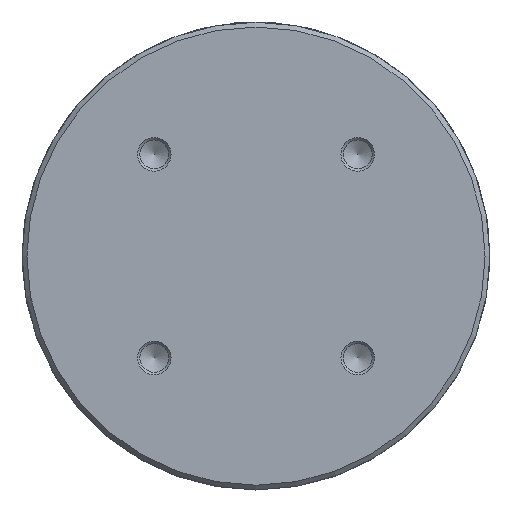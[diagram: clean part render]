
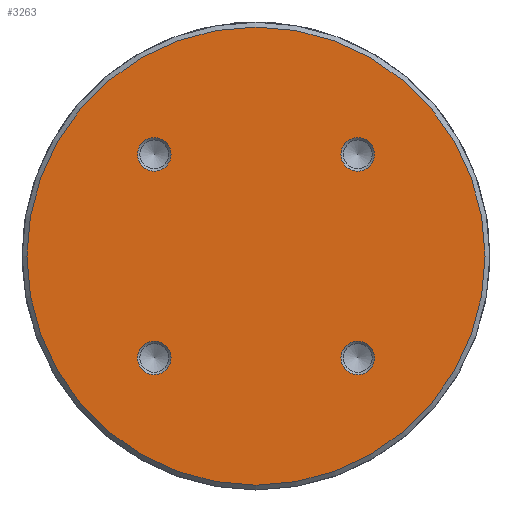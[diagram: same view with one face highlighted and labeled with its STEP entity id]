
A CAD part, front view. The second image highlights one B-rep face of the part: STEP entity #3263.
In plain terms, the highlighted face is planar.
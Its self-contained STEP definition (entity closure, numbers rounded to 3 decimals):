
#32 = CARTESIAN_POINT ( 'NONE',  ( -42.426, -42.426, 0. ) ) ;
#192 = CIRCLE ( 'NONE', #2663, 7. ) ;
#209 = CARTESIAN_POINT ( 'NONE',  ( -49.426, 42.426, 0. ) ) ;
#235 = CARTESIAN_POINT ( 'NONE',  ( 95.5, 0., 0. ) ) ;
#355 = CARTESIAN_POINT ( 'NONE',  ( 42.426, -42.426, 0. ) ) ;
#567 = ORIENTED_EDGE ( 'NONE', *, *, #4710, .T. ) ;
#621 = DIRECTION ( 'NONE',  ( -1., 0., 0. ) ) ;
#773 = CARTESIAN_POINT ( 'NONE',  ( 49.426, 42.426, 0. ) ) ;
#946 = DIRECTION ( 'NONE',  ( 1., 0., 0. ) ) ;
#987 = DIRECTION ( 'NONE',  ( 0., 0., -1. ) ) ;
#1011 = VERTEX_POINT ( 'NONE', #235 ) ;
#1191 = VERTEX_POINT ( 'NONE', #2590 ) ;
#1293 = EDGE_LOOP ( 'NONE', ( #2007 ) ) ;
#1395 = EDGE_CURVE ( 'NONE', #7053, #7053, #2341, .T. ) ;
#1440 = DIRECTION ( 'NONE',  ( 0., 0., 1. ) ) ;
#1481 = VERTEX_POINT ( 'NONE', #209 ) ;
#1757 = VERTEX_POINT ( 'NONE', #773 ) ;
#1945 = ORIENTED_EDGE ( 'NONE', *, *, #6907, .T. ) ;
#2007 = ORIENTED_EDGE ( 'NONE', *, *, #2538, .F. ) ;
#2174 = CIRCLE ( 'NONE', #2972, 7. ) ;
#2326 = ORIENTED_EDGE ( 'NONE', *, *, #5756, .T. ) ;
#2341 = CIRCLE ( 'NONE', #6272, 7. ) ;
#2538 = EDGE_CURVE ( 'NONE', #1757, #1757, #192, .T. ) ;
#2539 = CARTESIAN_POINT ( 'NONE',  ( -49.426, -42.426, 0. ) ) ;
#2567 = PLANE ( 'NONE',  #4748 ) ;
#2590 = CARTESIAN_POINT ( 'NONE',  ( 49.426, -42.426, 0. ) ) ;
#2663 = AXIS2_PLACEMENT_3D ( 'NONE', #4977, #1440, #5570 ) ;
#2972 = AXIS2_PLACEMENT_3D ( 'NONE', #4544, #987, #5141 ) ;
#3020 = CARTESIAN_POINT ( 'NONE',  ( 0., 0., 0. ) ) ;
#3164 = DIRECTION ( 'NONE',  ( 0., 0., -1. ) ) ;
#3263 = ADVANCED_FACE ( 'NONE', ( #6524, #6247, #6156, #6238, #6056 ), #2567, .F. ) ;
#3619 = DIRECTION ( 'NONE',  ( 1., 0., 0. ) ) ;
#3899 = CIRCLE ( 'NONE', #4000, 95.5 ) ;
#4000 = AXIS2_PLACEMENT_3D ( 'NONE', #3020, #7164, #3619 ) ;
#4154 = EDGE_LOOP ( 'NONE', ( #6587 ) ) ;
#4165 = DIRECTION ( 'NONE',  ( 0., 0., 1. ) ) ;
#4326 = AXIS2_PLACEMENT_3D ( 'NONE', #355, #4498, #946 ) ;
#4498 = DIRECTION ( 'NONE',  ( 0., 0., -1. ) ) ;
#4544 = CARTESIAN_POINT ( 'NONE',  ( -42.426, 42.426, 0. ) ) ;
#4710 = EDGE_CURVE ( 'NONE', #1481, #1481, #2174, .T. ) ;
#4748 = AXIS2_PLACEMENT_3D ( 'NONE', #5511, #3164, #7319 ) ;
#4816 = EDGE_LOOP ( 'NONE', ( #2326 ) ) ;
#4977 = CARTESIAN_POINT ( 'NONE',  ( 42.426, 42.426, 0. ) ) ;
#5004 = CIRCLE ( 'NONE', #4326, 7. ) ;
#5141 = DIRECTION ( 'NONE',  ( -1., 0., 0. ) ) ;
#5511 = CARTESIAN_POINT ( 'NONE',  ( 0., 0., 0. ) ) ;
#5570 = DIRECTION ( 'NONE',  ( 1., 0., 0. ) ) ;
#5756 = EDGE_CURVE ( 'NONE', #1191, #1191, #5004, .T. ) ;
#6056 = FACE_OUTER_BOUND ( 'NONE', #7289, .T. ) ;
#6156 = FACE_BOUND ( 'NONE', #4816, .T. ) ;
#6238 = FACE_BOUND ( 'NONE', #1293, .T. ) ;
#6247 = FACE_BOUND ( 'NONE', #7604, .T. ) ;
#6272 = AXIS2_PLACEMENT_3D ( 'NONE', #32, #4165, #621 ) ;
#6524 = FACE_BOUND ( 'NONE', #4154, .T. ) ;
#6587 = ORIENTED_EDGE ( 'NONE', *, *, #1395, .F. ) ;
#6907 = EDGE_CURVE ( 'NONE', #1011, #1011, #3899, .T. ) ;
#7053 = VERTEX_POINT ( 'NONE', #2539 ) ;
#7164 = DIRECTION ( 'NONE',  ( 0., 0., 1. ) ) ;
#7289 = EDGE_LOOP ( 'NONE', ( #1945 ) ) ;
#7319 = DIRECTION ( 'NONE',  ( -1., 0., 0. ) ) ;
#7604 = EDGE_LOOP ( 'NONE', ( #567 ) ) ;
